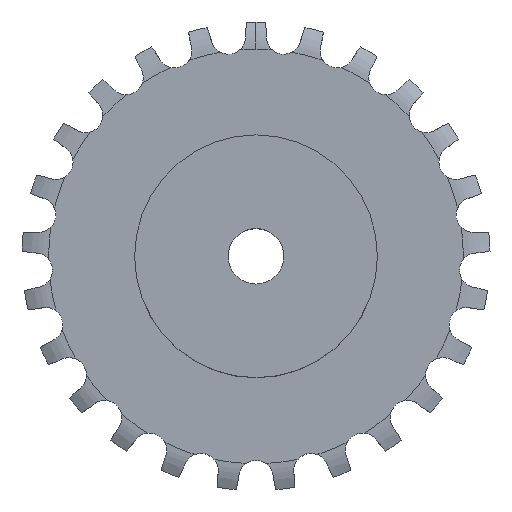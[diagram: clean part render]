
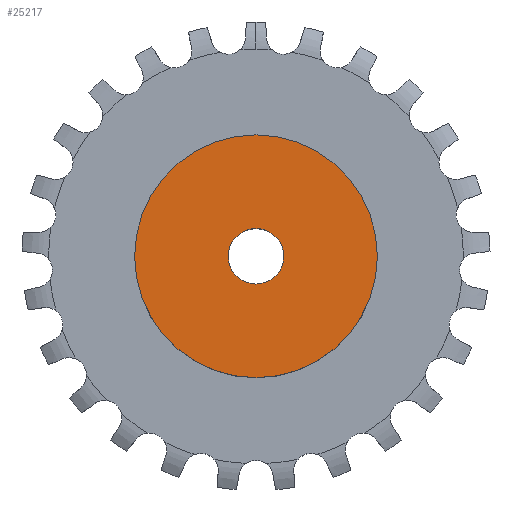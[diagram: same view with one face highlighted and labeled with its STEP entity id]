
A CAD part, top view. The second image highlights one B-rep face of the part: STEP entity #25217.
In plain terms, the highlighted planar face has unit normal (0, 0, 1).
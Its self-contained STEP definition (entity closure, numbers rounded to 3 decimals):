
#7384 = CYLINDRICAL_SURFACE('',#7385,17.5);
#7385 = AXIS2_PLACEMENT_3D('',#7386,#7387,#7388);
#7386 = CARTESIAN_POINT('',(0.,0.,0.));
#7387 = DIRECTION('',(-0.,-0.,-1.));
#7388 = DIRECTION('',(1.,0.,0.));
#20623 = CYLINDRICAL_SURFACE('',#20624,4.);
#20624 = AXIS2_PLACEMENT_3D('',#20625,#20626,#20627);
#20625 = CARTESIAN_POINT('',(0.,0.,97.419));
#20626 = DIRECTION('',(0.,0.,1.));
#20627 = DIRECTION('',(1.,0.,-0.));
#23591 = VERTEX_POINT('',#23592);
#23592 = CARTESIAN_POINT('',(17.5,0.,14.));
#23613 = EDGE_CURVE('',#23591,#23591,#23614,.T.);
#23614 = SURFACE_CURVE('',#23615,(#23620,#23627),.PCURVE_S1.);
#23615 = CIRCLE('',#23616,17.5);
#23616 = AXIS2_PLACEMENT_3D('',#23617,#23618,#23619);
#23617 = CARTESIAN_POINT('',(0.,0.,14.));
#23618 = DIRECTION('',(0.,0.,1.));
#23619 = DIRECTION('',(1.,0.,0.));
#23620 = PCURVE('',#7384,#23621);
#23621 = DEFINITIONAL_REPRESENTATION('',(#23622),#23626);
#23622 = LINE('',#23623,#23624);
#23623 = CARTESIAN_POINT('',(-0.,-14.));
#23624 = VECTOR('',#23625,1.);
#23625 = DIRECTION('',(-1.,0.));
#23626 = ( GEOMETRIC_REPRESENTATION_CONTEXT(2) 
PARAMETRIC_REPRESENTATION_CONTEXT() REPRESENTATION_CONTEXT('2D SPACE',''
  ) );
#23627 = PCURVE('',#23628,#23633);
#23628 = PLANE('',#23629);
#23629 = AXIS2_PLACEMENT_3D('',#23630,#23631,#23632);
#23630 = CARTESIAN_POINT('',(0.,0.,14.));
#23631 = DIRECTION('',(-0.,0.,1.));
#23632 = DIRECTION('',(0.,-1.,0.));
#23633 = DEFINITIONAL_REPRESENTATION('',(#23634),#23638);
#23634 = CIRCLE('',#23635,17.5);
#23635 = AXIS2_PLACEMENT_2D('',#23636,#23637);
#23636 = CARTESIAN_POINT('',(0.,0.));
#23637 = DIRECTION('',(0.,1.));
#23638 = ( GEOMETRIC_REPRESENTATION_CONTEXT(2) 
PARAMETRIC_REPRESENTATION_CONTEXT() REPRESENTATION_CONTEXT('2D SPACE',''
  ) );
#25171 = EDGE_CURVE('',#25172,#25172,#25174,.T.);
#25172 = VERTEX_POINT('',#25173);
#25173 = CARTESIAN_POINT('',(4.,0.,14.));
#25174 = SURFACE_CURVE('',#25175,(#25180,#25187),.PCURVE_S1.);
#25175 = CIRCLE('',#25176,4.);
#25176 = AXIS2_PLACEMENT_3D('',#25177,#25178,#25179);
#25177 = CARTESIAN_POINT('',(0.,0.,14.));
#25178 = DIRECTION('',(0.,0.,1.));
#25179 = DIRECTION('',(1.,0.,-0.));
#25180 = PCURVE('',#20623,#25181);
#25181 = DEFINITIONAL_REPRESENTATION('',(#25182),#25186);
#25182 = LINE('',#25183,#25184);
#25183 = CARTESIAN_POINT('',(0.,-83.419));
#25184 = VECTOR('',#25185,1.);
#25185 = DIRECTION('',(1.,0.));
#25186 = ( GEOMETRIC_REPRESENTATION_CONTEXT(2) 
PARAMETRIC_REPRESENTATION_CONTEXT() REPRESENTATION_CONTEXT('2D SPACE',''
  ) );
#25187 = PCURVE('',#23628,#25188);
#25188 = DEFINITIONAL_REPRESENTATION('',(#25189),#25193);
#25189 = CIRCLE('',#25190,4.);
#25190 = AXIS2_PLACEMENT_2D('',#25191,#25192);
#25191 = CARTESIAN_POINT('',(0.,0.));
#25192 = DIRECTION('',(0.,1.));
#25193 = ( GEOMETRIC_REPRESENTATION_CONTEXT(2) 
PARAMETRIC_REPRESENTATION_CONTEXT() REPRESENTATION_CONTEXT('2D SPACE',''
  ) );
#25217 = ADVANCED_FACE('',(#25218,#25221),#23628,.T.);
#25218 = FACE_BOUND('',#25219,.T.);
#25219 = EDGE_LOOP('',(#25220));
#25220 = ORIENTED_EDGE('',*,*,#23613,.T.);
#25221 = FACE_BOUND('',#25222,.T.);
#25222 = EDGE_LOOP('',(#25223));
#25223 = ORIENTED_EDGE('',*,*,#25171,.F.);
